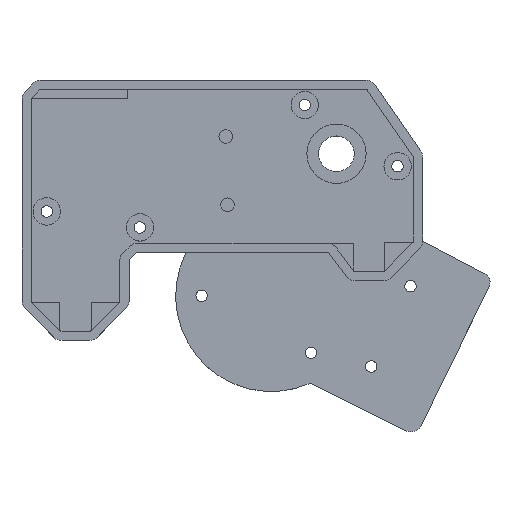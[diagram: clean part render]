
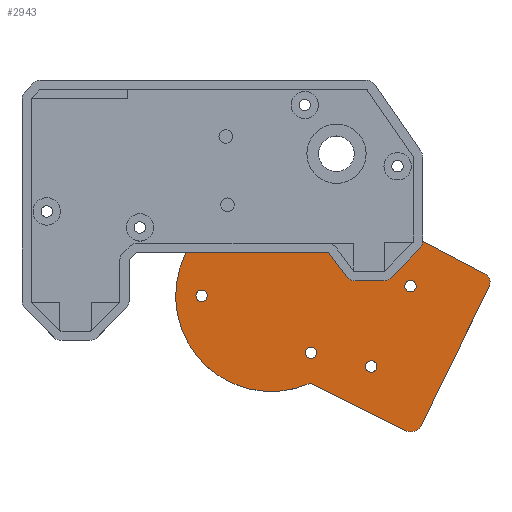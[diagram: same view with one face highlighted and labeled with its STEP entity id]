
A CAD part, top view. The second image highlights one B-rep face of the part: STEP entity #2943.
In plain terms, the highlighted planar face has unit normal (0, 0, 1).
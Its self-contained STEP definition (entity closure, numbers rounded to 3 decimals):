
#2892 = VERTEX_POINT('',#2893);
#2893 = CARTESIAN_POINT('',(84.047,-42.777,-4.6));
#2899 = EDGE_CURVE('',#2892,#2892,#2900,.T.);
#2900 = CIRCLE('',#2901,1.25);
#2901 = AXIS2_PLACEMENT_3D('',#2902,#2903,#2904);
#2902 = CARTESIAN_POINT('',(82.797,-42.777,-4.6));
#2903 = DIRECTION('',(0.,0.,-1.));
#2904 = DIRECTION('',(1.,0.,0.));
#2943 = ADVANCED_FACE('',(#2944,#3029,#3032,#3043,#3054),#3065,.T.);
#2944 = FACE_BOUND('',#2945,.F.);
#2945 = EDGE_LOOP('',(#2946,#2957,#2965,#2974,#2982,#2991,#2999,#3007,
    #3015,#3023));
#2946 = ORIENTED_EDGE('',*,*,#2947,.T.);
#2947 = EDGE_CURVE('',#2948,#2950,#2952,.T.);
#2948 = VERTEX_POINT('',#2949);
#2949 = CARTESIAN_POINT('',(99.085,-40.06,-4.6));
#2950 = VERTEX_POINT('',#2951);
#2951 = CARTESIAN_POINT('',(100.028,-42.949,-4.6));
#2952 = CIRCLE('',#2953,2.179);
#2953 = AXIS2_PLACEMENT_3D('',#2954,#2955,#2956);
#2954 = CARTESIAN_POINT('',(98.072,-41.989,-4.6));
#2955 = DIRECTION('',(0.,0.,-1.));
#2956 = DIRECTION('',(1.,0.,0.));
#2957 = ORIENTED_EDGE('',*,*,#2958,.T.);
#2958 = EDGE_CURVE('',#2950,#2959,#2961,.T.);
#2959 = VERTEX_POINT('',#2960);
#2960 = CARTESIAN_POINT('',(85.157,-73.273,-4.6));
#2961 = LINE('',#2962,#2963);
#2962 = CARTESIAN_POINT('',(100.028,-42.949,-4.6));
#2963 = VECTOR('',#2964,1.);
#2964 = DIRECTION('',(-0.44,-0.898,0.));
#2965 = ORIENTED_EDGE('',*,*,#2966,.T.);
#2966 = EDGE_CURVE('',#2959,#2967,#2969,.T.);
#2967 = VERTEX_POINT('',#2968);
#2968 = CARTESIAN_POINT('',(81.638,-74.465,-4.6));
#2969 = CIRCLE('',#2970,2.619);
#2970 = AXIS2_PLACEMENT_3D('',#2971,#2972,#2973);
#2971 = CARTESIAN_POINT('',(82.806,-72.12,-4.6));
#2972 = DIRECTION('',(0.,0.,-1.));
#2973 = DIRECTION('',(1.,0.,0.));
#2974 = ORIENTED_EDGE('',*,*,#2975,.T.);
#2975 = EDGE_CURVE('',#2967,#2976,#2978,.T.);
#2976 = VERTEX_POINT('',#2977);
#2977 = CARTESIAN_POINT('',(60.796,-64.083,-4.6));
#2978 = LINE('',#2979,#2980);
#2979 = CARTESIAN_POINT('',(81.638,-74.465,-4.6));
#2980 = VECTOR('',#2981,1.);
#2981 = DIRECTION('',(-0.895,0.446,-0.));
#2982 = ORIENTED_EDGE('',*,*,#2983,.T.);
#2983 = EDGE_CURVE('',#2976,#2984,#2986,.T.);
#2984 = VERTEX_POINT('',#2985);
#2985 = CARTESIAN_POINT('',(33.595,-35.4,-4.6));
#2986 = CIRCLE('',#2987,20.963);
#2987 = AXIS2_PLACEMENT_3D('',#2988,#2989,#2990);
#2988 = CARTESIAN_POINT('',(52.265,-44.934,-4.6));
#2989 = DIRECTION('',(0.,0.,-1.));
#2990 = DIRECTION('',(1.,0.,0.));
#2991 = ORIENTED_EDGE('',*,*,#2992,.T.);
#2992 = EDGE_CURVE('',#2984,#2993,#2995,.T.);
#2993 = VERTEX_POINT('',#2994);
#2994 = CARTESIAN_POINT('',(64.81,-35.4,-4.6));
#2995 = LINE('',#2996,#2997);
#2996 = CARTESIAN_POINT('',(33.595,-35.4,-4.6));
#2997 = VECTOR('',#2998,1.);
#2998 = DIRECTION('',(1.,0.,0.));
#2999 = ORIENTED_EDGE('',*,*,#3000,.F.);
#3000 = EDGE_CURVE('',#3001,#2993,#3003,.T.);
#3001 = VERTEX_POINT('',#3002);
#3002 = CARTESIAN_POINT('',(68.78,-40.69,-4.6));
#3003 = LINE('',#3004,#3005);
#3004 = CARTESIAN_POINT('',(68.78,-40.69,-4.6));
#3005 = VECTOR('',#3006,1.);
#3006 = DIRECTION('',(-0.6,0.8,-0.));
#3007 = ORIENTED_EDGE('',*,*,#3008,.F.);
#3008 = EDGE_CURVE('',#3009,#3001,#3011,.T.);
#3009 = VERTEX_POINT('',#3010);
#3010 = CARTESIAN_POINT('',(78.623,-40.921,-4.6));
#3011 = LINE('',#3012,#3013);
#3012 = CARTESIAN_POINT('',(78.623,-40.921,-4.6));
#3013 = VECTOR('',#3014,1.);
#3014 = DIRECTION('',(-1.,0.023,-0.));
#3015 = ORIENTED_EDGE('',*,*,#3016,.T.);
#3016 = EDGE_CURVE('',#3009,#3017,#3019,.T.);
#3017 = VERTEX_POINT('',#3018);
#3018 = CARTESIAN_POINT('',(85.46,-32.9,-4.6));
#3019 = LINE('',#3020,#3021);
#3020 = CARTESIAN_POINT('',(78.623,-40.921,-4.6));
#3021 = VECTOR('',#3022,1.);
#3022 = DIRECTION('',(0.649,0.761,0.));
#3023 = ORIENTED_EDGE('',*,*,#3024,.F.);
#3024 = EDGE_CURVE('',#2948,#3017,#3025,.T.);
#3025 = LINE('',#3026,#3027);
#3026 = CARTESIAN_POINT('',(99.085,-40.06,-4.6));
#3027 = VECTOR('',#3028,1.);
#3028 = DIRECTION('',(-0.885,0.465,-0.));
#3029 = FACE_BOUND('',#3030,.T.);
#3030 = EDGE_LOOP('',(#3031));
#3031 = ORIENTED_EDGE('',*,*,#2899,.T.);
#3032 = FACE_BOUND('',#3033,.T.);
#3033 = EDGE_LOOP('',(#3034));
#3034 = ORIENTED_EDGE('',*,*,#3035,.T.);
#3035 = EDGE_CURVE('',#3036,#3036,#3038,.T.);
#3036 = VERTEX_POINT('',#3037);
#3037 = CARTESIAN_POINT('',(75.459,-60.385,-4.6));
#3038 = CIRCLE('',#3039,1.25);
#3039 = AXIS2_PLACEMENT_3D('',#3040,#3041,#3042);
#3040 = CARTESIAN_POINT('',(74.209,-60.385,-4.6));
#3041 = DIRECTION('',(0.,0.,-1.));
#3042 = DIRECTION('',(1.,0.,0.));
#3043 = FACE_BOUND('',#3044,.T.);
#3044 = EDGE_LOOP('',(#3045));
#3045 = ORIENTED_EDGE('',*,*,#3046,.T.);
#3046 = EDGE_CURVE('',#3047,#3047,#3049,.T.);
#3047 = VERTEX_POINT('',#3048);
#3048 = CARTESIAN_POINT('',(62.247,-57.392,-4.6));
#3049 = CIRCLE('',#3050,1.25);
#3050 = AXIS2_PLACEMENT_3D('',#3051,#3052,#3053);
#3051 = CARTESIAN_POINT('',(60.997,-57.392,-4.6));
#3052 = DIRECTION('',(0.,0.,-1.));
#3053 = DIRECTION('',(1.,0.,0.));
#3054 = FACE_BOUND('',#3055,.T.);
#3055 = EDGE_LOOP('',(#3056));
#3056 = ORIENTED_EDGE('',*,*,#3057,.T.);
#3057 = EDGE_CURVE('',#3058,#3058,#3060,.T.);
#3058 = VERTEX_POINT('',#3059);
#3059 = CARTESIAN_POINT('',(38.25,-44.9,-4.6));
#3060 = CIRCLE('',#3061,1.25);
#3061 = AXIS2_PLACEMENT_3D('',#3062,#3063,#3064);
#3062 = CARTESIAN_POINT('',(37.,-44.9,-4.6));
#3063 = DIRECTION('',(0.,0.,-1.));
#3064 = DIRECTION('',(1.,0.,0.));
#3065 = PLANE('',#3066);
#3066 = AXIS2_PLACEMENT_3D('',#3067,#3068,#3069);
#3067 = CARTESIAN_POINT('',(66.165,-50.588,-4.6));
#3068 = DIRECTION('',(0.,0.,1.));
#3069 = DIRECTION('',(1.,0.,0.));
